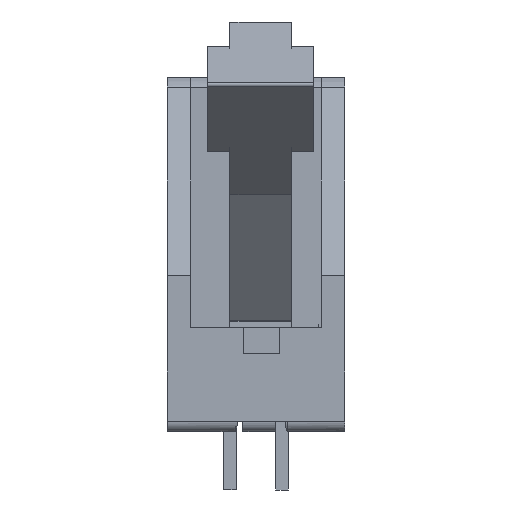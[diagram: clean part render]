
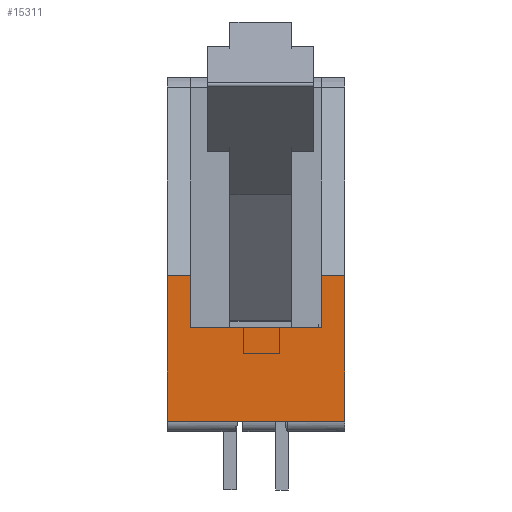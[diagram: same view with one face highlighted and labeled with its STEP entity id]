
A CAD part, left-side view. The second image highlights one B-rep face of the part: STEP entity #15311.
In plain terms, the highlighted planar face has unit normal (-1, 0, 0).
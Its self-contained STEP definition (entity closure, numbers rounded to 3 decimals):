
#257=B_SPLINE_CURVE_WITH_KNOTS($,1,(#23370,#23371),.UNSPECIFIED.,.F.,.F.,
(2,2),(0.,1.),.UNSPECIFIED.);
#261=B_SPLINE_CURVE_WITH_KNOTS($,1,(#23380,#23381),.UNSPECIFIED.,.F.,.F.,
(2,2),(0.,1.),.UNSPECIFIED.);
#263=B_SPLINE_CURVE_WITH_KNOTS($,1,(#23386,#23387),.UNSPECIFIED.,.F.,.F.,
(2,2),(0.,1.),.UNSPECIFIED.);
#264=B_SPLINE_CURVE_WITH_KNOTS($,1,(#23390,#23391),.UNSPECIFIED.,.F.,.F.,
(2,2),(0.,1.),.UNSPECIFIED.);
#301=B_SPLINE_CURVE_WITH_KNOTS($,1,(#23905,#23906),.UNSPECIFIED.,.F.,.F.,
(2,2),(0.,1.),.UNSPECIFIED.);
#302=B_SPLINE_CURVE_WITH_KNOTS($,1,(#23909,#23910),.UNSPECIFIED.,.F.,.F.,
(2,2),(0.,1.),.UNSPECIFIED.);
#303=B_SPLINE_CURVE_WITH_KNOTS($,1,(#23911,#23912),.UNSPECIFIED.,.F.,.F.,
(2,2),(0.,1.),.UNSPECIFIED.);
#304=B_SPLINE_CURVE_WITH_KNOTS($,1,(#23913,#23914),.UNSPECIFIED.,.F.,.F.,
(2,2),(0.,1.),.UNSPECIFIED.);
#635=PLANE($,#16603);
#1610=FACE_OUTER_BOUND($,#2620,.T.);
#2620=EDGE_LOOP($,(#11522,#11523,#11524,#11525,#11526,#11527,#11528,#11529));
#7407=VERTEX_POINT($,#23366);
#7408=VERTEX_POINT($,#23369);
#7409=VERTEX_POINT($,#23377);
#7410=VERTEX_POINT($,#23383);
#7411=VERTEX_POINT($,#23389);
#7442=VERTEX_POINT($,#23899);
#7443=VERTEX_POINT($,#23902);
#7444=VERTEX_POINT($,#23908);
#8983=EDGE_CURVE($,#7408,#7407,#257,.T.);
#8987=EDGE_CURVE($,#7407,#7409,#261,.T.);
#8989=EDGE_CURVE($,#7409,#7410,#263,.T.);
#8990=EDGE_CURVE($,#7411,#7408,#264,.T.);
#9031=EDGE_CURVE($,#7443,#7442,#301,.T.);
#9032=EDGE_CURVE($,#7444,#7411,#302,.T.);
#9033=EDGE_CURVE($,#7410,#7442,#303,.T.);
#9034=EDGE_CURVE($,#7444,#7443,#304,.T.);
#11522=ORIENTED_EDGE($,*,*,#9032,.T.);
#11523=ORIENTED_EDGE($,*,*,#8990,.T.);
#11524=ORIENTED_EDGE($,*,*,#8983,.T.);
#11525=ORIENTED_EDGE($,*,*,#8987,.T.);
#11526=ORIENTED_EDGE($,*,*,#8989,.T.);
#11527=ORIENTED_EDGE($,*,*,#9033,.T.);
#11528=ORIENTED_EDGE($,*,*,#9031,.F.);
#11529=ORIENTED_EDGE($,*,*,#9034,.F.);
#15311=ADVANCED_FACE($,(#1610),#635,.T.);
#16603=AXIS2_PLACEMENT_3D($,#23907,#17984,#17985);
#17984=DIRECTION('center_axis',(-1.,0.,0.));
#17985=DIRECTION('ref_axis',(0.,0.,1.));
#23366=CARTESIAN_POINT('',(-50.292,3.175,5.08));
#23369=CARTESIAN_POINT('',(-50.292,-3.175,5.08));
#23370=CARTESIAN_POINT('Ctrl Pts',(-50.292,-3.175,5.08));
#23371=CARTESIAN_POINT('Ctrl Pts',(-50.292,3.175,5.08));
#23377=CARTESIAN_POINT('',(-50.292,3.175,7.62));
#23380=CARTESIAN_POINT('Ctrl Pts',(-50.292,3.175,5.08));
#23381=CARTESIAN_POINT('Ctrl Pts',(-50.292,3.175,7.62));
#23383=CARTESIAN_POINT('',(-50.292,4.318,7.62));
#23386=CARTESIAN_POINT('Ctrl Pts',(-50.292,3.175,7.62));
#23387=CARTESIAN_POINT('Ctrl Pts',(-50.292,4.318,7.62));
#23389=CARTESIAN_POINT('',(-50.292,-3.175,7.62));
#23390=CARTESIAN_POINT('Ctrl Pts',(-50.292,-3.175,7.62));
#23391=CARTESIAN_POINT('Ctrl Pts',(-50.292,-3.175,5.08));
#23899=CARTESIAN_POINT('',(-50.292,4.318,0.508));
#23902=CARTESIAN_POINT('',(-50.292,-4.318,0.508));
#23905=CARTESIAN_POINT('Ctrl Pts',(-50.292,-4.318,0.508));
#23906=CARTESIAN_POINT('Ctrl Pts',(-50.292,4.318,0.508));
#23907=CARTESIAN_POINT('Origin',(-50.292,4.491,7.762));
#23908=CARTESIAN_POINT('',(-50.292,-4.318,7.62));
#23909=CARTESIAN_POINT('Ctrl Pts',(-50.292,-4.318,7.62));
#23910=CARTESIAN_POINT('Ctrl Pts',(-50.292,-3.175,7.62));
#23911=CARTESIAN_POINT('Ctrl Pts',(-50.292,4.318,7.62));
#23912=CARTESIAN_POINT('Ctrl Pts',(-50.292,4.318,0.508));
#23913=CARTESIAN_POINT('Ctrl Pts',(-50.292,-4.318,7.62));
#23914=CARTESIAN_POINT('Ctrl Pts',(-50.292,-4.318,0.508));
